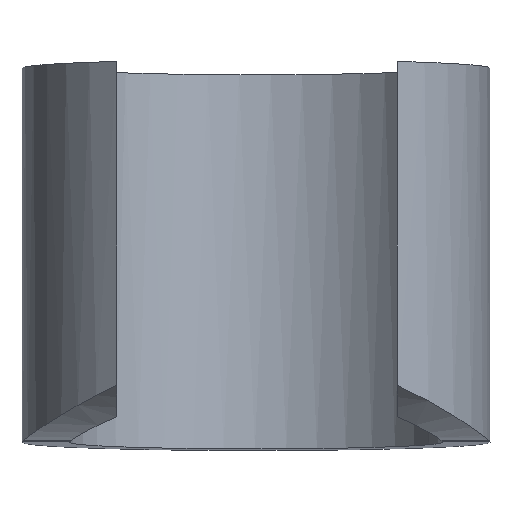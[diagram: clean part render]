
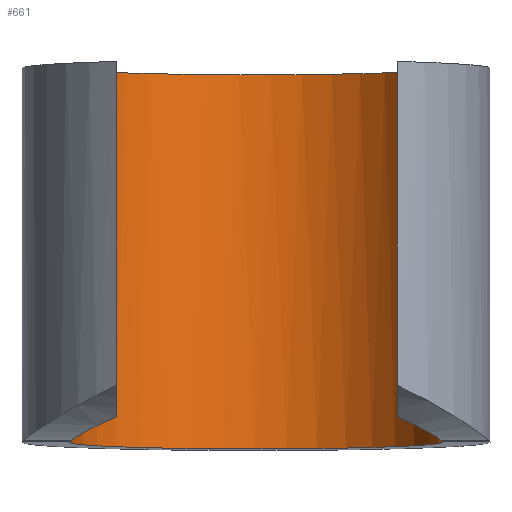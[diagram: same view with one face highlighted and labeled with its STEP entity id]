
A CAD part, front view. The second image highlights one B-rep face of the part: STEP entity #661.
In plain terms, the highlighted cylindrical face has radius 4 mm (diameter 8 mm), a partial arc.
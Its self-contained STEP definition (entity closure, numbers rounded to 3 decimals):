
#188=CARTESIAN_POINT('Vertex',(-20.225,-31.515,-9.016)) ;
#191=CARTESIAN_POINT('Axis2P3D Location',(-17.241,-28.853,-9.111)) ;
#195=CARTESIAN_POINT('Vertex',(-14.225,-31.479,-9.016)) ;
#266=CARTESIAN_POINT('Vertex',(-21.211,-29.611,-17.089)) ;
#273=CARTESIAN_POINT('Vertex',(-13.262,-29.563,-17.089)) ;
#276=CARTESIAN_POINT('Axis2P3D Location',(-17.239,-29.138,-17.105)) ;
#339=CARTESIAN_POINT('Control Point',(-21.211,-29.611,-17.077)) ;
#340=CARTESIAN_POINT('Control Point',(-21.211,-29.611,-17.079)) ;
#341=CARTESIAN_POINT('Control Point',(-21.211,-29.611,-17.082)) ;
#342=CARTESIAN_POINT('Control Point',(-21.211,-29.611,-17.084)) ;
#343=CARTESIAN_POINT('Control Point',(-21.211,-29.611,-17.087)) ;
#344=CARTESIAN_POINT('Control Point',(-21.211,-29.611,-17.089)) ;
#345=CARTESIAN_POINT('Vertex',(-21.211,-29.611,-17.077)) ;
#366=CARTESIAN_POINT('Control Point',(-20.223,-31.784,-16.561)) ;
#367=CARTESIAN_POINT('Control Point',(-20.623,-31.342,-16.735)) ;
#368=CARTESIAN_POINT('Control Point',(-20.936,-30.817,-16.901)) ;
#369=CARTESIAN_POINT('Control Point',(-21.138,-30.225,-17.02)) ;
#370=CARTESIAN_POINT('Control Point',(-21.211,-29.611,-17.077)) ;
#371=CARTESIAN_POINT('Vertex',(-20.223,-31.784,-16.561)) ;
#390=CARTESIAN_POINT('Vertex',(-13.262,-29.563,-17.077)) ;
#397=CARTESIAN_POINT('Vertex',(-14.224,-31.748,-16.561)) ;
#401=CARTESIAN_POINT('Control Point',(-14.224,-31.748,-16.561)) ;
#402=CARTESIAN_POINT('Control Point',(-13.829,-31.301,-16.735)) ;
#403=CARTESIAN_POINT('Control Point',(-13.522,-30.773,-16.901)) ;
#404=CARTESIAN_POINT('Control Point',(-13.328,-30.178,-17.02)) ;
#405=CARTESIAN_POINT('Control Point',(-13.262,-29.563,-17.077)) ;
#415=CARTESIAN_POINT('Control Point',(-13.262,-29.563,-17.077)) ;
#416=CARTESIAN_POINT('Control Point',(-13.262,-29.563,-17.079)) ;
#417=CARTESIAN_POINT('Control Point',(-13.262,-29.563,-17.082)) ;
#418=CARTESIAN_POINT('Control Point',(-13.262,-29.563,-17.084)) ;
#419=CARTESIAN_POINT('Control Point',(-13.262,-29.563,-17.087)) ;
#420=CARTESIAN_POINT('Control Point',(-13.262,-29.563,-17.089)) ;
#629=CARTESIAN_POINT('Line Origine',(-14.224,-31.614,-12.789)) ;
#641=CARTESIAN_POINT('Axis2P3D Location',(-17.24,-29.031,-14.107)) ;
#646=CARTESIAN_POINT('Line Origine',(-20.224,-31.693,-14.013)) ;
#192=DIRECTION('Axis2P3D Direction',(0.,-0.036,-0.999)) ;
#277=DIRECTION('Axis2P3D Direction',(0.,-0.036,-0.999)) ;
#630=DIRECTION('Vector Direction',(0.,-0.036,-0.999)) ;
#642=DIRECTION('Axis2P3D Direction',(0.,0.036,0.999)) ;
#643=DIRECTION('Axis2P3D XDirection',(0.754,-0.657,0.024)) ;
#647=DIRECTION('Vector Direction',(0.,0.036,0.999)) ;
#193=AXIS2_PLACEMENT_3D('Circle Axis2P3D',#191,#192,$) ;
#278=AXIS2_PLACEMENT_3D('Circle Axis2P3D',#276,#277,$) ;
#644=AXIS2_PLACEMENT_3D('Cylinder Axis2P3D',#641,#642,#643) ;
#652=ORIENTED_EDGE('',*,*,#373,.T.) ;
#653=ORIENTED_EDGE('',*,*,#347,.T.) ;
#654=ORIENTED_EDGE('',*,*,#280,.T.) ;
#655=ORIENTED_EDGE('',*,*,#421,.F.) ;
#656=ORIENTED_EDGE('',*,*,#406,.F.) ;
#657=ORIENTED_EDGE('',*,*,#633,.F.) ;
#658=ORIENTED_EDGE('',*,*,#197,.T.) ;
#659=ORIENTED_EDGE('',*,*,#650,.T.) ;
#631=VECTOR('Line Direction',#630,1.) ;
#648=VECTOR('Line Direction',#647,1.) ;
#661=ADVANCED_FACE('PartBody',(#660),#645,.F.) ;
#338=B_SPLINE_CURVE_WITH_KNOTS('',5,(#339,#340,#341,#342,#343,#344),.UNSPECIFIED.,.F.,.U.,(6,6),(0.,0.018),.UNSPECIFIED.) ;
#365=B_SPLINE_CURVE_WITH_KNOTS('',4,(#366,#367,#368,#369,#370),.UNSPECIFIED.,.F.,.U.,(5,5),(0.,3.512),.UNSPECIFIED.) ;
#400=B_SPLINE_CURVE_WITH_KNOTS('',4,(#401,#402,#403,#404,#405),.UNSPECIFIED.,.F.,.U.,(5,5),(0.,3.512),.UNSPECIFIED.) ;
#414=B_SPLINE_CURVE_WITH_KNOTS('',5,(#415,#416,#417,#418,#419,#420),.UNSPECIFIED.,.F.,.U.,(6,6),(0.,0.018),.UNSPECIFIED.) ;
#194=CIRCLE('generated circle',#193,4.) ;
#279=CIRCLE('generated circle',#278,4.) ;
#645=CYLINDRICAL_SURFACE('generated cylinder',#644,4.) ;
#197=EDGE_CURVE('',#196,#189,#194,.F.) ;
#280=EDGE_CURVE('',#267,#274,#279,.T.) ;
#347=EDGE_CURVE('',#346,#267,#338,.T.) ;
#373=EDGE_CURVE('',#372,#346,#365,.T.) ;
#406=EDGE_CURVE('',#398,#391,#400,.T.) ;
#421=EDGE_CURVE('',#391,#274,#414,.T.) ;
#633=EDGE_CURVE('',#196,#398,#632,.T.) ;
#650=EDGE_CURVE('',#189,#372,#649,.F.) ;
#651=EDGE_LOOP('',(#652,#653,#654,#655,#656,#657,#658,#659)) ;
#660=FACE_OUTER_BOUND('',#651,.T.) ;
#632=LINE('Line',#629,#631) ;
#649=LINE('Line',#646,#648) ;
#189=VERTEX_POINT('',#188) ;
#196=VERTEX_POINT('',#195) ;
#267=VERTEX_POINT('',#266) ;
#274=VERTEX_POINT('',#273) ;
#346=VERTEX_POINT('',#345) ;
#372=VERTEX_POINT('',#371) ;
#391=VERTEX_POINT('',#390) ;
#398=VERTEX_POINT('',#397) ;
